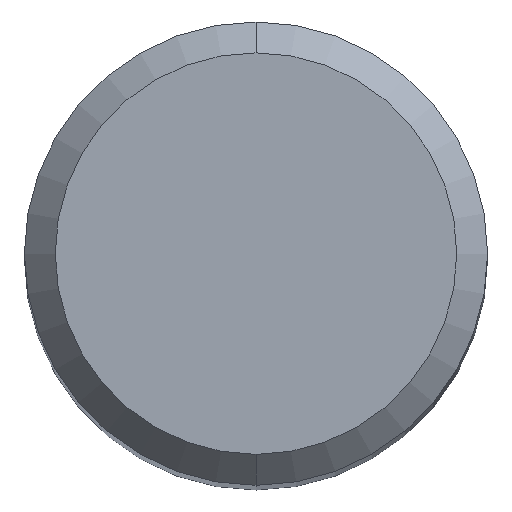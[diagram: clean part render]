
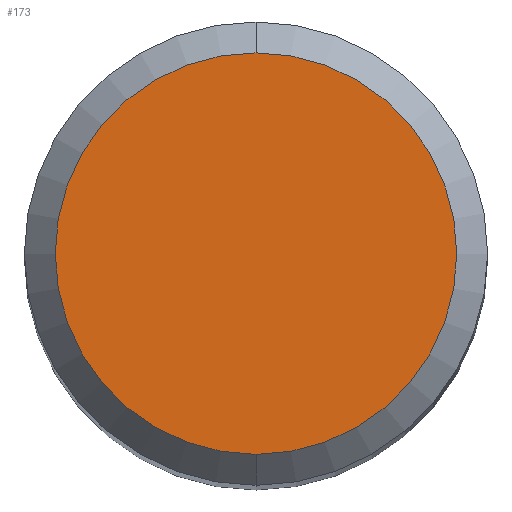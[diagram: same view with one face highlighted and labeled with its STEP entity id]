
A CAD part, top view. The second image highlights one B-rep face of the part: STEP entity #173.
In plain terms, the highlighted planar face has unit normal (0, 0, 1).
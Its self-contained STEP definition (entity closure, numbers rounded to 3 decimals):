
#103=EDGE_CURVE('',#123,#121,#255,.T.);
#121=VERTEX_POINT('',#275);
#123=VERTEX_POINT('',#277);
#155=EDGE_CURVE('',#121,#123,#313,.T.);
#173=ADVANCED_FACE('',(#333),#334,.T.);
#255=CIRCLE('',#415,2.6);
#275=CARTESIAN_POINT('',(0.0,2.6,0.0));
#277=CARTESIAN_POINT('',(0.,-2.6,0.0));
#313=CIRCLE('',#490,2.6);
#333=FACE_OUTER_BOUND('',#516,.T.);
#334=PLANE('',#517);
#415=AXIS2_PLACEMENT_3D('',#610,#611,#612);
#490=AXIS2_PLACEMENT_3D('',#681,#682,#683);
#516=EDGE_LOOP('',(#709,#710));
#517=AXIS2_PLACEMENT_3D('',#711,#712,#713);
#610=CARTESIAN_POINT('',(0.0,0.0,0.0));
#611=DIRECTION('',(0.0,0.0,-1.0));
#612=DIRECTION('',(0.0,1.0,0.0));
#681=CARTESIAN_POINT('',(0.0,0.0,0.0));
#682=DIRECTION('',(0.0,0.0,-1.0));
#683=DIRECTION('',(0.0,1.0,0.0));
#709=ORIENTED_EDGE('',*,*,#155,.F.);
#710=ORIENTED_EDGE('',*,*,#103,.F.);
#711=CARTESIAN_POINT('',(0.0,1.3,0.0));
#712=DIRECTION('',(-0.0,0.0,1.0));
#713=DIRECTION('',(0.0,-1.0,0.0));
